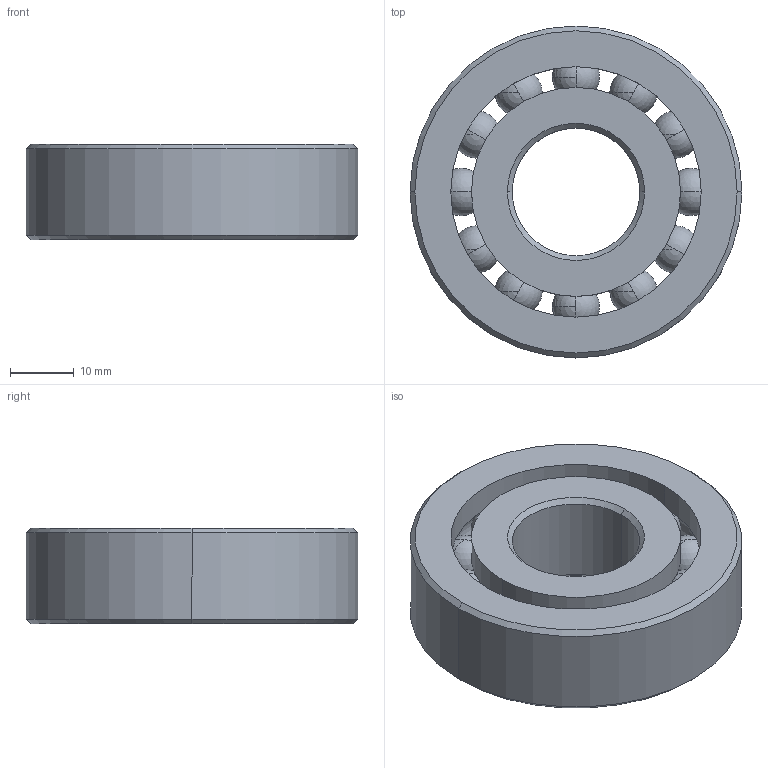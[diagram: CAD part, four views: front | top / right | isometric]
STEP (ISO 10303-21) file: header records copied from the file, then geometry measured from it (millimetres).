
FILE_DESCRIPTION(/* description */ (''),/* implementation_level */ '2;1');
FILE_NAME(/* name */ 'Ball Bearing 6304-RS.step',/* time_stamp */ '2024-01-24T16:51:25-03:00',/* author */ (''),/* organization */ (''),/* preprocessor_version */ 'ST-DEVELOPER v20',/* originating_system */ 'Autodesk Translation Framework v12.14.0.127',/* authorisation */ '');
FILE_SCHEMA (('AUTOMOTIVE_DESIGN { 1 0 10303 214 3 1 1 }'));
Length unit declared in the file: millimetre
Products named in the file (1): Ball Bearing 6304-RS
Bounding box: 52 x 52 x 15 mm (x, y, z)
Volume: 21813.6 mm3; surface area: 11910.8 mm2
Topology: 14 solids, 14 shells, 64 faces, 162 edges, 62 vertices
Faces by surface type: sphere 34, cylinder 12, cone 8, torus 6, plane 4
Entity records: 1526 total; most frequent: DIRECTION 306, CARTESIAN_POINT 225, ORIENTED_EDGE 196, AXIS2_PLACEMENT_3D 143, EDGE_CURVE 98, CIRCLE 78, EDGE_LOOP 68, FACE_OUTER_BOUND 64
